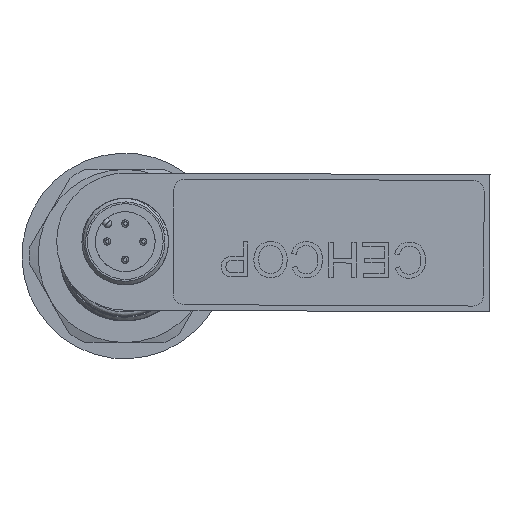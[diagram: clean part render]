
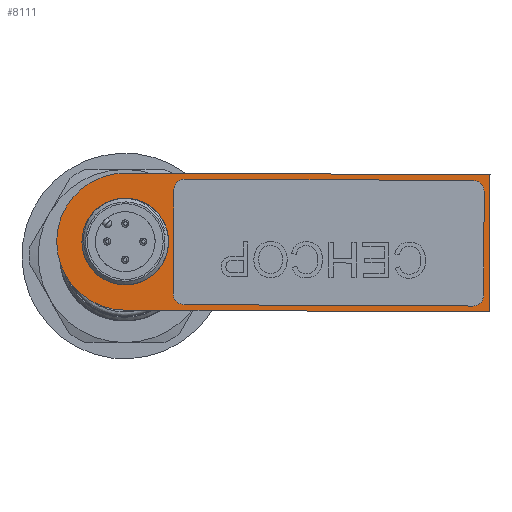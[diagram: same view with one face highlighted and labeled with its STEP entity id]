
A CAD part, left-side view. The second image highlights one B-rep face of the part: STEP entity #8111.
In plain terms, the highlighted face is planar.
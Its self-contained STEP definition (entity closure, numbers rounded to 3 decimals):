
#235=LINE('',#33188,#702);
#236=LINE('',#33190,#703);
#237=LINE('',#33192,#704);
#238=LINE('',#33193,#705);
#239=LINE('',#33198,#706);
#240=LINE('',#33202,#707);
#241=LINE('',#33206,#708);
#702=VECTOR('',#10418,1000.);
#703=VECTOR('',#10419,1000.);
#704=VECTOR('',#10420,1000.);
#705=VECTOR('',#10421,1000.);
#706=VECTOR('',#10424,1000.);
#707=VECTOR('',#10427,1000.);
#708=VECTOR('',#10430,1000.);
#1699=PLANE('',#9318);
#2354=ORIENTED_EDGE('',*,*,#4422,.F.);
#2355=ORIENTED_EDGE('',*,*,#4423,.F.);
#2356=ORIENTED_EDGE('',*,*,#4424,.F.);
#2357=ORIENTED_EDGE('',*,*,#4425,.F.);
#2358=ORIENTED_EDGE('',*,*,#4426,.F.);
#2359=ORIENTED_EDGE('',*,*,#4427,.T.);
#2360=ORIENTED_EDGE('',*,*,#4428,.T.);
#2361=ORIENTED_EDGE('',*,*,#4429,.T.);
#2362=ORIENTED_EDGE('',*,*,#4430,.T.);
#2363=ORIENTED_EDGE('',*,*,#4431,.T.);
#2364=ORIENTED_EDGE('',*,*,#4432,.T.);
#2365=ORIENTED_EDGE('',*,*,#4433,.T.);
#2366=ORIENTED_EDGE('',*,*,#4434,.T.);
#4422=EDGE_CURVE('',#5506,#5506,#6237,.T.);
#4423=EDGE_CURVE('',#5507,#5508,#6238,.T.);
#4424=EDGE_CURVE('',#5509,#5507,#235,.T.);
#4425=EDGE_CURVE('',#5510,#5509,#236,.T.);
#4426=EDGE_CURVE('',#5508,#5510,#237,.T.);
#4427=EDGE_CURVE('',#5511,#5512,#238,.T.);
#4428=EDGE_CURVE('',#5512,#5513,#6239,.T.);
#4429=EDGE_CURVE('',#5513,#5514,#239,.T.);
#4430=EDGE_CURVE('',#5514,#5515,#6240,.T.);
#4431=EDGE_CURVE('',#5515,#5516,#240,.T.);
#4432=EDGE_CURVE('',#5516,#5517,#6241,.T.);
#4433=EDGE_CURVE('',#5517,#5518,#241,.T.);
#4434=EDGE_CURVE('',#5518,#5511,#6242,.T.);
#5506=VERTEX_POINT('',#33184);
#5507=VERTEX_POINT('',#33186);
#5508=VERTEX_POINT('',#33187);
#5509=VERTEX_POINT('',#33189);
#5510=VERTEX_POINT('',#33191);
#5511=VERTEX_POINT('',#33194);
#5512=VERTEX_POINT('',#33195);
#5513=VERTEX_POINT('',#33197);
#5514=VERTEX_POINT('',#33199);
#5515=VERTEX_POINT('',#33201);
#5516=VERTEX_POINT('',#33203);
#5517=VERTEX_POINT('',#33205);
#5518=VERTEX_POINT('',#33207);
#6237=CIRCLE('',#9319,5.5);
#6238=CIRCLE('',#9320,9.5);
#6239=CIRCLE('',#9321,1.5);
#6240=CIRCLE('',#9322,1.5);
#6241=CIRCLE('',#9323,1.5);
#6242=CIRCLE('',#9324,1.5);
#6645=EDGE_LOOP('',(#2354));
#6646=EDGE_LOOP('',(#2355,#2356,#2357,#2358));
#6647=EDGE_LOOP('',(#2359,#2360,#2361,#2362,#2363,#2364,#2365,#2366));
#7329=FACE_BOUND('',#6645,.T.);
#7330=FACE_BOUND('',#6646,.T.);
#7331=FACE_BOUND('',#6647,.T.);
#8111=ADVANCED_FACE('',(#7329,#7330,#7331),#1699,.F.);
#9318=AXIS2_PLACEMENT_3D('',#33182,#10412,#10413);
#9319=AXIS2_PLACEMENT_3D('',#33183,#10414,#10415);
#9320=AXIS2_PLACEMENT_3D('',#33185,#10416,#10417);
#9321=AXIS2_PLACEMENT_3D('',#33196,#10422,#10423);
#9322=AXIS2_PLACEMENT_3D('',#33200,#10425,#10426);
#9323=AXIS2_PLACEMENT_3D('',#33204,#10428,#10429);
#9324=AXIS2_PLACEMENT_3D('',#33208,#10431,#10432);
#10412=DIRECTION('',(0.,1.,0.));
#10413=DIRECTION('',(0.,0.,1.));
#10414=DIRECTION('',(0.,-1.,0.));
#10415=DIRECTION('',(1.,0.,0.));
#10416=DIRECTION('',(0.,1.,0.));
#10417=DIRECTION('',(-1.,0.,0.));
#10418=DIRECTION('',(0.,0.,1.));
#10419=DIRECTION('',(-1.,0.,0.));
#10420=DIRECTION('',(0.,0.,-1.));
#10421=DIRECTION('',(-1.,0.,0.));
#10422=DIRECTION('',(0.,1.,0.));
#10423=DIRECTION('',(1.,0.,0.));
#10424=DIRECTION('',(0.,0.,1.));
#10425=DIRECTION('',(0.,1.,0.));
#10426=DIRECTION('',(1.,0.,0.));
#10427=DIRECTION('',(1.,0.,0.));
#10428=DIRECTION('',(0.,1.,0.));
#10429=DIRECTION('',(-1.,0.,0.));
#10430=DIRECTION('',(0.,0.,-1.));
#10431=DIRECTION('',(0.,1.,0.));
#10432=DIRECTION('',(1.,0.,0.));
#33182=CARTESIAN_POINT('',(9.5,0.,50.5));
#33183=CARTESIAN_POINT('',(9.5,0.,50.5));
#33184=CARTESIAN_POINT('',(15.,0.,50.5));
#33185=CARTESIAN_POINT('',(9.5,0.,50.5));
#33186=CARTESIAN_POINT('',(0.,0.,50.5));
#33187=CARTESIAN_POINT('',(19.,0.,50.5));
#33188=CARTESIAN_POINT('',(0.,0.,0.));
#33189=CARTESIAN_POINT('',(0.,0.,0.));
#33190=CARTESIAN_POINT('',(19.,0.,0.));
#33191=CARTESIAN_POINT('',(19.,0.,0.));
#33192=CARTESIAN_POINT('',(19.,0.,50.5));
#33193=CARTESIAN_POINT('',(2.16,0.,0.8));
#33194=CARTESIAN_POINT('',(16.7,0.,0.8));
#33195=CARTESIAN_POINT('',(2.3,0.,0.8));
#33196=CARTESIAN_POINT('',(2.3,0.,2.3));
#33197=CARTESIAN_POINT('',(0.8,0.,2.3));
#33198=CARTESIAN_POINT('',(0.8,0.,42.3));
#33199=CARTESIAN_POINT('',(0.8,0.,42.3));
#33200=CARTESIAN_POINT('',(2.3,0.,42.3));
#33201=CARTESIAN_POINT('',(2.3,0.,43.8));
#33202=CARTESIAN_POINT('',(16.56,0.,43.8));
#33203=CARTESIAN_POINT('',(16.7,0.,43.8));
#33204=CARTESIAN_POINT('',(16.7,0.,42.3));
#33205=CARTESIAN_POINT('',(18.2,0.,42.3));
#33206=CARTESIAN_POINT('',(18.2,0.,2.3));
#33207=CARTESIAN_POINT('',(18.2,0.,2.3));
#33208=CARTESIAN_POINT('',(16.7,0.,2.3));
